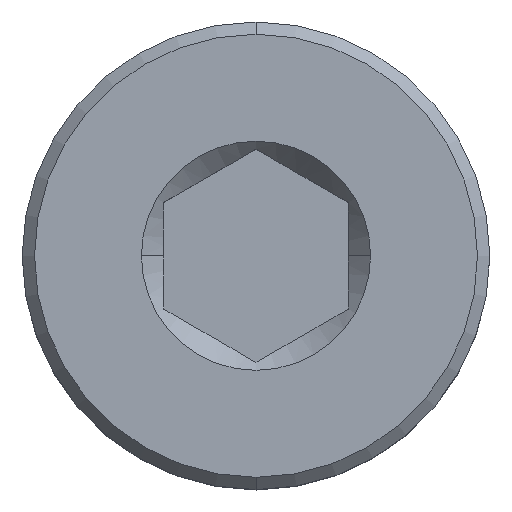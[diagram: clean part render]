
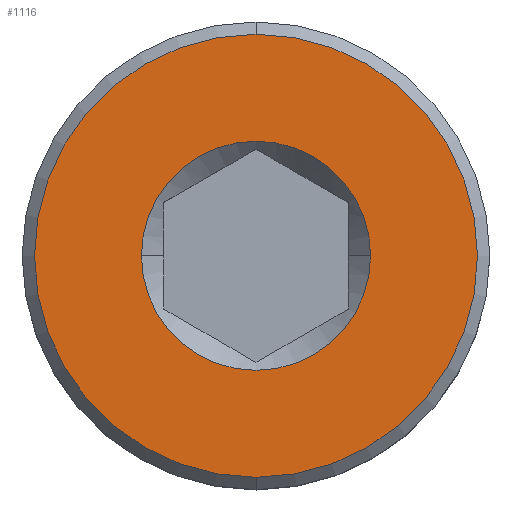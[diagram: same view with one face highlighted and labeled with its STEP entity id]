
A CAD part, top view. The second image highlights one B-rep face of the part: STEP entity #1116.
In plain terms, the highlighted planar face has unit normal (0, 0, 1).
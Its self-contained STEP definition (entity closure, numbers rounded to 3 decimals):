
#143 = AXIS2_PLACEMENT_3D ( 'NONE', #2953, #2094, #2943 ) ;
#176 = CIRCLE ( 'NONE', #2703, 0.931 ) ;
#271 = ORIENTED_EDGE ( 'NONE', *, *, #2600, .F. ) ;
#675 = AXIS2_PLACEMENT_3D ( 'NONE', #3129, #1232, #1745 ) ;
#857 = EDGE_LOOP ( 'NONE', ( #1464, #2374 ) ) ;
#864 = DIRECTION ( 'NONE',  ( 0., 0., 1. ) ) ;
#922 = CARTESIAN_POINT ( 'NONE',  ( 0., 1.8, 4. ) ) ;
#961 = ORIENTED_EDGE ( 'NONE', *, *, #2650, .F. ) ;
#1012 = CARTESIAN_POINT ( 'NONE',  ( 0., 0., 4. ) ) ;
#1116 = ADVANCED_FACE ( 'NONE', ( #2276, #3308 ), #3044, .T. ) ;
#1232 = DIRECTION ( 'NONE',  ( 0., 0., 1. ) ) ;
#1395 = CARTESIAN_POINT ( 'NONE',  ( -0.931, 0., 4. ) ) ;
#1408 = DIRECTION ( 'NONE',  ( 1., 0., 0. ) ) ;
#1464 = ORIENTED_EDGE ( 'NONE', *, *, #1663, .F. ) ;
#1564 = VERTEX_POINT ( 'NONE', #2453 ) ;
#1663 = EDGE_CURVE ( 'NONE', #1564, #2132, #2966, .T. ) ;
#1745 = DIRECTION ( 'NONE',  ( 0., -1., 0. ) ) ;
#1815 = VERTEX_POINT ( 'NONE', #3422 ) ;
#1828 = AXIS2_PLACEMENT_3D ( 'NONE', #1012, #2393, #2135 ) ;
#1888 = VERTEX_POINT ( 'NONE', #922 ) ;
#1933 = CIRCLE ( 'NONE', #1828, 1.8 ) ;
#1986 = EDGE_LOOP ( 'NONE', ( #271, #961 ) ) ;
#2094 = DIRECTION ( 'NONE',  ( 0., 0., -1. ) ) ;
#2132 = VERTEX_POINT ( 'NONE', #1395 ) ;
#2135 = DIRECTION ( 'NONE',  ( 0., 1., 0. ) ) ;
#2215 = CARTESIAN_POINT ( 'NONE',  ( 0., 0., 4. ) ) ;
#2273 = CARTESIAN_POINT ( 'NONE',  ( 0., 0., 4. ) ) ;
#2276 = FACE_BOUND ( 'NONE', #857, .T. ) ;
#2374 = ORIENTED_EDGE ( 'NONE', *, *, #3031, .F. ) ;
#2393 = DIRECTION ( 'NONE',  ( 0., 0., -1. ) ) ;
#2439 = AXIS2_PLACEMENT_3D ( 'NONE', #2273, #3619, #3072 ) ;
#2453 = CARTESIAN_POINT ( 'NONE',  ( 0.931, 0., 4. ) ) ;
#2600 = EDGE_CURVE ( 'NONE', #1888, #1815, #2673, .T. ) ;
#2650 = EDGE_CURVE ( 'NONE', #1815, #1888, #1933, .T. ) ;
#2673 = CIRCLE ( 'NONE', #143, 1.8 ) ;
#2703 = AXIS2_PLACEMENT_3D ( 'NONE', #2215, #864, #1408 ) ;
#2943 = DIRECTION ( 'NONE',  ( 0., 1., 0. ) ) ;
#2953 = CARTESIAN_POINT ( 'NONE',  ( 0., 0., 4. ) ) ;
#2966 = CIRCLE ( 'NONE', #2439, 0.931 ) ;
#3031 = EDGE_CURVE ( 'NONE', #2132, #1564, #176, .T. ) ;
#3044 = PLANE ( 'NONE',  #675 ) ;
#3072 = DIRECTION ( 'NONE',  ( 1., 0., 0. ) ) ;
#3129 = CARTESIAN_POINT ( 'NONE',  ( 0., 0., 4. ) ) ;
#3308 = FACE_OUTER_BOUND ( 'NONE', #1986, .T. ) ;
#3422 = CARTESIAN_POINT ( 'NONE',  ( 0., -1.8, 4. ) ) ;
#3619 = DIRECTION ( 'NONE',  ( 0., 0., 1. ) ) ;
